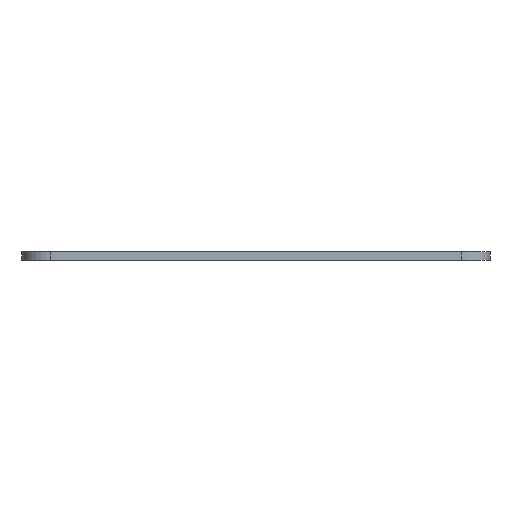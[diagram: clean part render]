
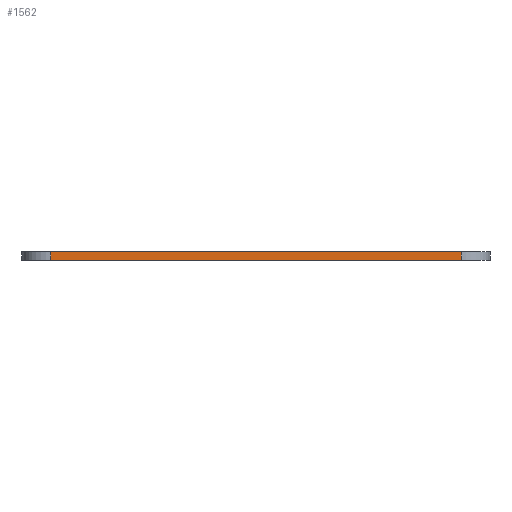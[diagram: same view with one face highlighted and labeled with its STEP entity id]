
A CAD part, left-side view. The second image highlights one B-rep face of the part: STEP entity #1562.
In plain terms, the highlighted planar face has unit normal (-1, 0, 0).
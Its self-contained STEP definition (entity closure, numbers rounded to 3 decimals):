
#93=PLANE('',#1677);
#142=FACE_OUTER_BOUND('',#233,.T.);
#233=EDGE_LOOP('',(#1195,#1196,#1197,#1198));
#330=LINE('',#2197,#484);
#370=LINE('',#2394,#524);
#371=LINE('',#2397,#525);
#372=LINE('',#2398,#526);
#484=VECTOR('',#1812,10.);
#524=VECTOR('',#1904,10.);
#525=VECTOR('',#1907,10.);
#526=VECTOR('',#1908,10.);
#691=VERTEX_POINT('',#2194);
#692=VERTEX_POINT('',#2196);
#759=VERTEX_POINT('',#2392);
#760=VERTEX_POINT('',#2396);
#856=EDGE_CURVE('',#691,#692,#330,.T.);
#931=EDGE_CURVE('',#759,#691,#370,.T.);
#932=EDGE_CURVE('',#760,#759,#371,.T.);
#933=EDGE_CURVE('',#692,#760,#372,.T.);
#1195=ORIENTED_EDGE('',*,*,#931,.F.);
#1196=ORIENTED_EDGE('',*,*,#932,.F.);
#1197=ORIENTED_EDGE('',*,*,#933,.F.);
#1198=ORIENTED_EDGE('',*,*,#856,.F.);
#1562=ADVANCED_FACE('',(#142),#93,.T.);
#1677=AXIS2_PLACEMENT_3D('',#2395,#1905,#1906);
#1812=DIRECTION('',(0.,-1.,0.));
#1904=DIRECTION('',(0.,0.,1.));
#1905=DIRECTION('center_axis',(-1.,0.,0.));
#1906=DIRECTION('ref_axis',(0.,-1.,0.));
#1907=DIRECTION('',(0.,1.,0.));
#1908=DIRECTION('',(0.,0.,-1.));
#2194=CARTESIAN_POINT('',(-64.649,35.632,1.5));
#2196=CARTESIAN_POINT('',(-64.649,-36.368,1.5));
#2197=CARTESIAN_POINT('',(-64.649,-41.368,1.5));
#2392=CARTESIAN_POINT('',(-64.649,35.632,0.));
#2394=CARTESIAN_POINT('',(-64.649,35.632,0.));
#2395=CARTESIAN_POINT('Origin',(-64.649,40.632,0.));
#2396=CARTESIAN_POINT('',(-64.649,-36.368,0.));
#2397=CARTESIAN_POINT('',(-64.649,-41.368,0.));
#2398=CARTESIAN_POINT('',(-64.649,-36.368,0.));
